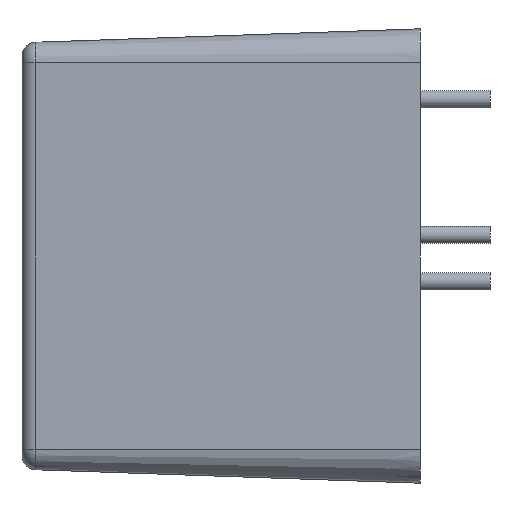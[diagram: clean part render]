
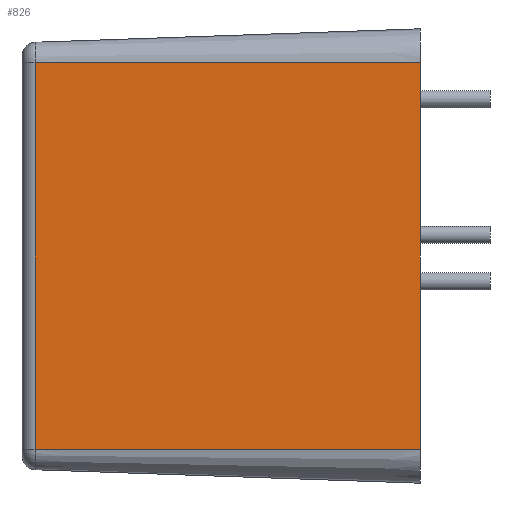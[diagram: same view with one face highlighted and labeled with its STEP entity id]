
A CAD part, left-side view. The second image highlights one B-rep face of the part: STEP entity #826.
In plain terms, the highlighted planar face has unit normal (-0.999, 0.035, 0).
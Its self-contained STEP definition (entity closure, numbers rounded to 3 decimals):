
#6 = VERTEX_POINT ( 'NONE', #20 ) ;
#19 = DIRECTION ( 'NONE',  ( 0., 0., -1. ) ) ;
#20 = CARTESIAN_POINT ( 'NONE',  ( -23.8, 0., 11.4 ) ) ;
#149 = LINE ( 'NONE', #1644, #1736 ) ;
#155 = EDGE_CURVE ( 'NONE', #1755, #6, #1480, .T. ) ;
#188 = DIRECTION ( 'NONE',  ( 0., 0., 1. ) ) ;
#192 = FACE_OUTER_BOUND ( 'NONE', #1122, .T. ) ;
#258 = CARTESIAN_POINT ( 'NONE',  ( -23.006, 22.728, 11.4 ) ) ;
#347 = CARTESIAN_POINT ( 'NONE',  ( -23.006, 22.728, 11.4 ) ) ;
#497 = EDGE_CURVE ( 'NONE', #1293, #6, #149, .T. ) ;
#563 = CARTESIAN_POINT ( 'NONE',  ( -23.8, 0., -11.4 ) ) ;
#575 = ORIENTED_EDGE ( 'NONE', *, *, #155, .T. ) ;
#589 = CARTESIAN_POINT ( 'NONE',  ( -23.8, 0., 11.4 ) ) ;
#593 = EDGE_CURVE ( 'NONE', #1395, #1755, #1061, .T. ) ;
#632 = VECTOR ( 'NONE', #188, 1000. ) ;
#643 = PLANE ( 'NONE',  #1525 ) ;
#728 = ORIENTED_EDGE ( 'NONE', *, *, #497, .F. ) ;
#732 = CARTESIAN_POINT ( 'NONE',  ( -23.8, 0., -11.4 ) ) ;
#826 = ADVANCED_FACE ( 'NONE', ( #192 ), #643, .T. ) ;
#918 = ORIENTED_EDGE ( 'NONE', *, *, #1041, .T. ) ;
#952 = CARTESIAN_POINT ( 'NONE',  ( -23.006, 22.728, -11.4 ) ) ;
#1041 = EDGE_CURVE ( 'NONE', #1293, #1395, #1606, .T. ) ;
#1061 = LINE ( 'NONE', #563, #1338 ) ;
#1096 = VECTOR ( 'NONE', #19, 1000. ) ;
#1114 = DIRECTION ( 'NONE',  ( -0.035, -0.999, 0. ) ) ;
#1122 = EDGE_LOOP ( 'NONE', ( #728, #918, #1650, #575 ) ) ;
#1293 = VERTEX_POINT ( 'NONE', #258 ) ;
#1309 = DIRECTION ( 'NONE',  ( -0.035, -0.999, 0. ) ) ;
#1338 = VECTOR ( 'NONE', #1114, 1000. ) ;
#1395 = VERTEX_POINT ( 'NONE', #952 ) ;
#1439 = CARTESIAN_POINT ( 'NONE',  ( -23.8, 0., 11.4 ) ) ;
#1480 = LINE ( 'NONE', #589, #632 ) ;
#1525 = AXIS2_PLACEMENT_3D ( 'NONE', #1439, #1573, #1309 ) ;
#1573 = DIRECTION ( 'NONE',  ( -0.999, 0.035, 0. ) ) ;
#1606 = LINE ( 'NONE', #347, #1096 ) ;
#1628 = DIRECTION ( 'NONE',  ( -0.035, -0.999, 0. ) ) ;
#1644 = CARTESIAN_POINT ( 'NONE',  ( -23.8, 0., 11.4 ) ) ;
#1650 = ORIENTED_EDGE ( 'NONE', *, *, #593, .T. ) ;
#1736 = VECTOR ( 'NONE', #1628, 1000. ) ;
#1755 = VERTEX_POINT ( 'NONE', #732 ) ;
